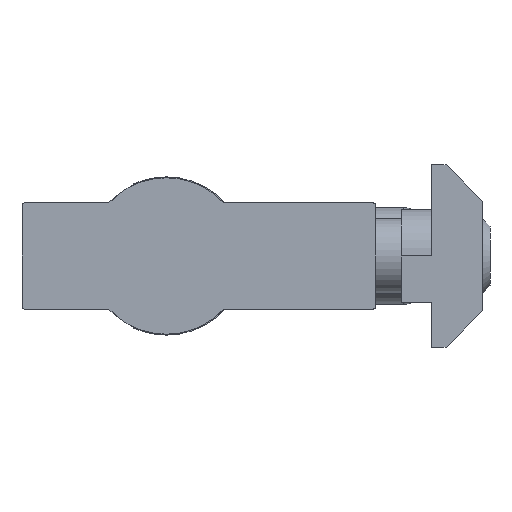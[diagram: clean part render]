
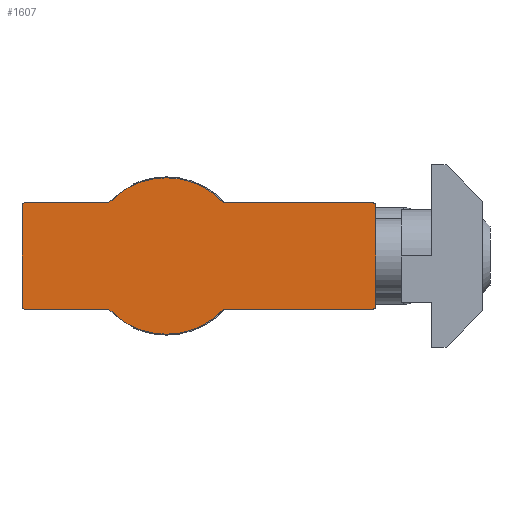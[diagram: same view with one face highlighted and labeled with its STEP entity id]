
A CAD part, left-side view. The second image highlights one B-rep face of the part: STEP entity #1607.
In plain terms, the highlighted planar face has unit normal (-1, 0, 0).
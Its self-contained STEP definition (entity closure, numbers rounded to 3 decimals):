
#3 = CARTESIAN_POINT ( 'NONE',  ( -50., -22.5, 4.7 ) ) ;
#60 = DIRECTION ( 'NONE',  ( 1., 0., 0. ) ) ;
#70 = EDGE_CURVE ( 'NONE', #1190, #3657, #3585, .T. ) ;
#90 = CARTESIAN_POINT ( 'NONE',  ( -50., 15.2, 5.7 ) ) ;
#109 = VECTOR ( 'NONE', #3477, 1000. ) ;
#174 = VECTOR ( 'NONE', #1306, 1000. ) ;
#200 = ORIENTED_EDGE ( 'NONE', *, *, #2922, .F. ) ;
#245 = ORIENTED_EDGE ( 'NONE', *, *, #1807, .F. ) ;
#255 = ORIENTED_EDGE ( 'NONE', *, *, #1067, .F. ) ;
#262 = EDGE_CURVE ( 'NONE', #3657, #3286, #3329, .T. ) ;
#285 = VECTOR ( 'NONE', #1215, 1000. ) ;
#511 = AXIS2_PLACEMENT_3D ( 'NONE', #1345, #60, #3246 ) ;
#551 = VERTEX_POINT ( 'NONE', #2972 ) ;
#577 = AXIS2_PLACEMENT_3D ( 'NONE', #993, #3874, #2240 ) ;
#600 = DIRECTION ( 'NONE',  ( 0., -1., 0. ) ) ;
#793 = EDGE_CURVE ( 'NONE', #820, #3052, #2781, .T. ) ;
#795 = VECTOR ( 'NONE', #600, 1000. ) ;
#807 = DIRECTION ( 'NONE',  ( 1., 0., 0. ) ) ;
#820 = VERTEX_POINT ( 'NONE', #3826 ) ;
#860 = CARTESIAN_POINT ( 'NONE',  ( -50., -22.2, 5.7 ) ) ;
#923 = DIRECTION ( 'NONE',  ( 1., 0., 0. ) ) ;
#993 = CARTESIAN_POINT ( 'NONE',  ( -50., -22.2, 5.4 ) ) ;
#1067 = EDGE_CURVE ( 'NONE', #3514, #1725, #3525, .T. ) ;
#1075 = VECTOR ( 'NONE', #3900, 1000. ) ;
#1114 = DIRECTION ( 'NONE',  ( 0., 0., 1. ) ) ;
#1164 = CARTESIAN_POINT ( 'NONE',  ( -50., 15.5, -4.7 ) ) ;
#1190 = VERTEX_POINT ( 'NONE', #2619 ) ;
#1197 = ORIENTED_EDGE ( 'NONE', *, *, #793, .F. ) ;
#1209 = CARTESIAN_POINT ( 'NONE',  ( -50., 4.9, 0. ) ) ;
#1215 = DIRECTION ( 'NONE',  ( 0., 0., 1. ) ) ;
#1230 = EDGE_CURVE ( 'NONE', #3052, #551, #3837, .T. ) ;
#1237 = CIRCLE ( 'NONE', #3649, 8.4 ) ;
#1250 = CARTESIAN_POINT ( 'NONE',  ( -50., 15.5, -5.4 ) ) ;
#1263 = ORIENTED_EDGE ( 'NONE', *, *, #2420, .F. ) ;
#1293 = ORIENTED_EDGE ( 'NONE', *, *, #1230, .F. ) ;
#1306 = DIRECTION ( 'NONE',  ( 0., 0., -1. ) ) ;
#1345 = CARTESIAN_POINT ( 'NONE',  ( -50., 15.2, 5.4 ) ) ;
#1388 = CARTESIAN_POINT ( 'NONE',  ( -50., -6.17, 5.7 ) ) ;
#1516 = CARTESIAN_POINT ( 'NONE',  ( -50., -6.17, 5.7 ) ) ;
#1607 = ADVANCED_FACE ( 'NONE', ( #2698 ), #3855, .F. ) ;
#1612 = DIRECTION ( 'NONE',  ( 1., 0., 0. ) ) ;
#1692 = CIRCLE ( 'NONE', #3174, 8.4 ) ;
#1704 = CARTESIAN_POINT ( 'NONE',  ( -50., -22.5, 5.4 ) ) ;
#1725 = VERTEX_POINT ( 'NONE', #1250 ) ;
#1732 = CARTESIAN_POINT ( 'NONE',  ( -50., -6.17, -5.7 ) ) ;
#1807 = EDGE_CURVE ( 'NONE', #1725, #820, #3637, .T. ) ;
#1880 = CARTESIAN_POINT ( 'NONE',  ( -50., -19.8, -5.7 ) ) ;
#2086 = EDGE_LOOP ( 'NONE', ( #255, #3742, #2480, #2143, #3621, #3973, #1263, #3150, #3018, #200, #1293, #1197, #245 ) ) ;
#2095 = EDGE_CURVE ( 'NONE', #3047, #3087, #2396, .T. ) ;
#2111 = VERTEX_POINT ( 'NONE', #1732 ) ;
#2143 = ORIENTED_EDGE ( 'NONE', *, *, #4032, .F. ) ;
#2217 = CARTESIAN_POINT ( 'NONE',  ( -50., 0., 0. ) ) ;
#2240 = DIRECTION ( 'NONE',  ( 0., 0., 1. ) ) ;
#2244 = CARTESIAN_POINT ( 'NONE',  ( -50., 7.4, 5.7 ) ) ;
#2313 = EDGE_CURVE ( 'NONE', #2111, #2541, #1237, .T. ) ;
#2396 = LINE ( 'NONE', #3, #174 ) ;
#2420 = EDGE_CURVE ( 'NONE', #3286, #3047, #2981, .T. ) ;
#2438 = DIRECTION ( 'NONE',  ( 0., 0., 1. ) ) ;
#2440 = CARTESIAN_POINT ( 'NONE',  ( -50., 6.17, -5.7 ) ) ;
#2480 = ORIENTED_EDGE ( 'NONE', *, *, #2313, .F. ) ;
#2541 = VERTEX_POINT ( 'NONE', #2440 ) ;
#2602 = DIRECTION ( 'NONE',  ( 1., 0., 0. ) ) ;
#2619 = CARTESIAN_POINT ( 'NONE',  ( -50., 0., 8.4 ) ) ;
#2698 = FACE_OUTER_BOUND ( 'NONE', #2086, .T. ) ;
#2718 = AXIS2_PLACEMENT_3D ( 'NONE', #3416, #4001, #2438 ) ;
#2777 = LINE ( 'NONE', #3912, #1075 ) ;
#2781 = CIRCLE ( 'NONE', #511, 0.3 ) ;
#2922 = EDGE_CURVE ( 'NONE', #551, #1190, #1692, .T. ) ;
#2925 = DIRECTION ( 'NONE',  ( 0., -1., 0. ) ) ;
#2931 = CARTESIAN_POINT ( 'NONE',  ( -50., -22.5, -5.4 ) ) ;
#2968 = LINE ( 'NONE', #1880, #109 ) ;
#2972 = CARTESIAN_POINT ( 'NONE',  ( -50., 6.17, 5.7 ) ) ;
#2981 = CIRCLE ( 'NONE', #577, 0.3 ) ;
#3007 = DIRECTION ( 'NONE',  ( 1., 0., 0. ) ) ;
#3018 = ORIENTED_EDGE ( 'NONE', *, *, #70, .F. ) ;
#3047 = VERTEX_POINT ( 'NONE', #1704 ) ;
#3052 = VERTEX_POINT ( 'NONE', #90 ) ;
#3087 = VERTEX_POINT ( 'NONE', #2931 ) ;
#3146 = VECTOR ( 'NONE', #2925, 1000. ) ;
#3150 = ORIENTED_EDGE ( 'NONE', *, *, #262, .F. ) ;
#3174 = AXIS2_PLACEMENT_3D ( 'NONE', #3227, #2602, #4120 ) ;
#3187 = EDGE_CURVE ( 'NONE', #3087, #3756, #3860, .T. ) ;
#3199 = DIRECTION ( 'NONE',  ( 0., 0., 1. ) ) ;
#3211 = CARTESIAN_POINT ( 'NONE',  ( -50., 15.2, -5.7 ) ) ;
#3227 = CARTESIAN_POINT ( 'NONE',  ( -50., 0., 0. ) ) ;
#3246 = DIRECTION ( 'NONE',  ( 0., 0., 1. ) ) ;
#3263 = DIRECTION ( 'NONE',  ( 0., 0., 1. ) ) ;
#3286 = VERTEX_POINT ( 'NONE', #860 ) ;
#3329 = LINE ( 'NONE', #1516, #795 ) ;
#3404 = AXIS2_PLACEMENT_3D ( 'NONE', #1209, #923, #3443 ) ;
#3416 = CARTESIAN_POINT ( 'NONE',  ( -50., 15.2, -5.4 ) ) ;
#3443 = DIRECTION ( 'NONE',  ( 0., 0., -1. ) ) ;
#3469 = AXIS2_PLACEMENT_3D ( 'NONE', #3947, #807, #1114 ) ;
#3477 = DIRECTION ( 'NONE',  ( 0., 1., 0. ) ) ;
#3514 = VERTEX_POINT ( 'NONE', #3211 ) ;
#3525 = CIRCLE ( 'NONE', #2718, 0.3 ) ;
#3582 = CARTESIAN_POINT ( 'NONE',  ( -50., -22.2, -5.7 ) ) ;
#3585 = CIRCLE ( 'NONE', #3663, 8.4 ) ;
#3621 = ORIENTED_EDGE ( 'NONE', *, *, #3187, .F. ) ;
#3637 = LINE ( 'NONE', #1164, #285 ) ;
#3649 = AXIS2_PLACEMENT_3D ( 'NONE', #2217, #1612, #3199 ) ;
#3657 = VERTEX_POINT ( 'NONE', #1388 ) ;
#3663 = AXIS2_PLACEMENT_3D ( 'NONE', #3914, #3007, #3263 ) ;
#3707 = EDGE_CURVE ( 'NONE', #2541, #3514, #2777, .T. ) ;
#3742 = ORIENTED_EDGE ( 'NONE', *, *, #3707, .F. ) ;
#3756 = VERTEX_POINT ( 'NONE', #3582 ) ;
#3826 = CARTESIAN_POINT ( 'NONE',  ( -50., 15.5, 5.4 ) ) ;
#3837 = LINE ( 'NONE', #2244, #3146 ) ;
#3855 = PLANE ( 'NONE',  #3404 ) ;
#3860 = CIRCLE ( 'NONE', #3469, 0.3 ) ;
#3874 = DIRECTION ( 'NONE',  ( 1., 0., 0. ) ) ;
#3900 = DIRECTION ( 'NONE',  ( 0., 1., 0. ) ) ;
#3912 = CARTESIAN_POINT ( 'NONE',  ( -50., 6.17, -5.7 ) ) ;
#3914 = CARTESIAN_POINT ( 'NONE',  ( -50., 0., 0. ) ) ;
#3947 = CARTESIAN_POINT ( 'NONE',  ( -50., -22.2, -5.4 ) ) ;
#3973 = ORIENTED_EDGE ( 'NONE', *, *, #2095, .F. ) ;
#4001 = DIRECTION ( 'NONE',  ( 1., 0., 0. ) ) ;
#4032 = EDGE_CURVE ( 'NONE', #3756, #2111, #2968, .T. ) ;
#4120 = DIRECTION ( 'NONE',  ( 0., 0., 1. ) ) ;
